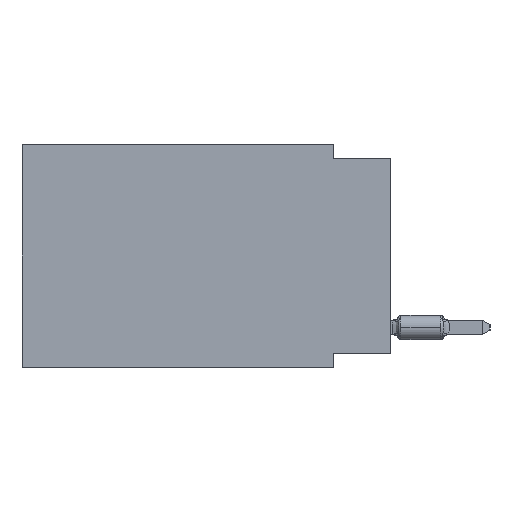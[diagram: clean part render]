
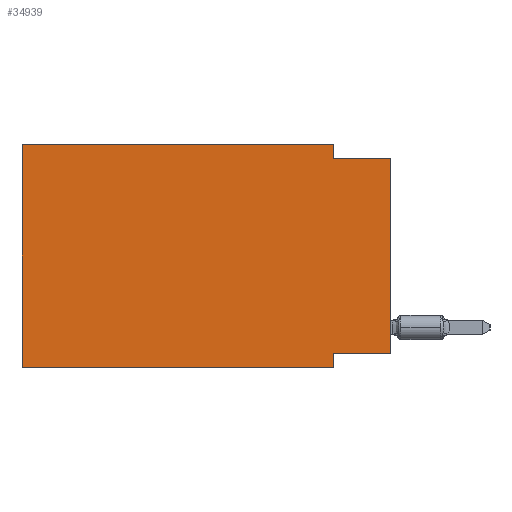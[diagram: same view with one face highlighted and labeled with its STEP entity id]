
A CAD part, left-side view. The second image highlights one B-rep face of the part: STEP entity #34939.
In plain terms, the highlighted planar face has unit normal (-1, 0, 0).
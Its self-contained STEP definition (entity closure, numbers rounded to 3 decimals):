
#179 = VECTOR ( 'NONE', #9175, 1000. ) ;
#1216 = LINE ( 'NONE', #17157, #32156 ) ;
#1600 = VERTEX_POINT ( 'NONE', #33346 ) ;
#1616 = VERTEX_POINT ( 'NONE', #7499 ) ;
#3218 = ORIENTED_EDGE ( 'NONE', *, *, #17245, .F. ) ;
#3439 = VERTEX_POINT ( 'NONE', #28886 ) ;
#3467 = EDGE_CURVE ( 'NONE', #1600, #29655, #38524, .T. ) ;
#4965 = DIRECTION ( 'NONE',  ( 0., -1., 0. ) ) ;
#4992 = CARTESIAN_POINT ( 'NONE',  ( 0., 16.383, -9.906 ) ) ;
#5089 = VECTOR ( 'NONE', #34016, 1000. ) ;
#5431 = LINE ( 'NONE', #24999, #5089 ) ;
#5440 = VERTEX_POINT ( 'NONE', #29721 ) ;
#5763 = LINE ( 'NONE', #24742, #36899 ) ;
#7260 = VECTOR ( 'NONE', #9725, 1000. ) ;
#7499 = CARTESIAN_POINT ( 'NONE',  ( 0., 2.54, -9.906 ) ) ;
#7609 = AXIS2_PLACEMENT_3D ( 'NONE', #7949, #27316, #40134 ) ;
#7949 = CARTESIAN_POINT ( 'NONE',  ( 0., 16.383, 0. ) ) ;
#9175 = DIRECTION ( 'NONE',  ( 0., 0., -1. ) ) ;
#9725 = DIRECTION ( 'NONE',  ( 0., 1., 0. ) ) ;
#9962 = EDGE_CURVE ( 'NONE', #1600, #13318, #5431, .T. ) ;
#10073 = CARTESIAN_POINT ( 'NONE',  ( 0., 2.54, -9.271 ) ) ;
#11046 = EDGE_CURVE ( 'NONE', #33038, #13318, #1216, .T. ) ;
#11317 = LINE ( 'NONE', #4992, #19040 ) ;
#11324 = EDGE_CURVE ( 'NONE', #15809, #3439, #5763, .T. ) ;
#12866 = ORIENTED_EDGE ( 'NONE', *, *, #9962, .T. ) ;
#12892 = CARTESIAN_POINT ( 'NONE',  ( 0., 0., -9.271 ) ) ;
#13318 = VERTEX_POINT ( 'NONE', #25049 ) ;
#13595 = DIRECTION ( 'NONE',  ( 0., 0., -1. ) ) ;
#13796 = CARTESIAN_POINT ( 'NONE',  ( 0., 2.54, 0. ) ) ;
#14214 = DIRECTION ( 'NONE',  ( 0., -1., 0. ) ) ;
#15311 = FACE_OUTER_BOUND ( 'NONE', #30826, .T. ) ;
#15809 = VERTEX_POINT ( 'NONE', #17609 ) ;
#17157 = CARTESIAN_POINT ( 'NONE',  ( 0., 0., -0.635 ) ) ;
#17245 = EDGE_CURVE ( 'NONE', #3439, #5440, #24341, .T. ) ;
#17609 = CARTESIAN_POINT ( 'NONE',  ( 0., 16.383, -9.906 ) ) ;
#17799 = CARTESIAN_POINT ( 'NONE',  ( 0., 16.383, 0. ) ) ;
#18562 = VECTOR ( 'NONE', #4965, 1000. ) ;
#19040 = VECTOR ( 'NONE', #31264, 1000. ) ;
#21358 = ORIENTED_EDGE ( 'NONE', *, *, #11324, .F. ) ;
#22033 = CARTESIAN_POINT ( 'NONE',  ( 0., 2.54, -9.906 ) ) ;
#24341 = LINE ( 'NONE', #17799, #18562 ) ;
#24742 = CARTESIAN_POINT ( 'NONE',  ( 0., 16.383, 0. ) ) ;
#24776 = ORIENTED_EDGE ( 'NONE', *, *, #32544, .F. ) ;
#24999 = CARTESIAN_POINT ( 'NONE',  ( 0., 0., 0. ) ) ;
#25049 = CARTESIAN_POINT ( 'NONE',  ( 0., 0., -0.635 ) ) ;
#26529 = CARTESIAN_POINT ( 'NONE',  ( 0., 2.54, -0.635 ) ) ;
#27316 = DIRECTION ( 'NONE',  ( 1., 0., 0. ) ) ;
#27868 = DIRECTION ( 'NONE',  ( 0., 0., 1. ) ) ;
#28241 = ORIENTED_EDGE ( 'NONE', *, *, #11046, .F. ) ;
#28886 = CARTESIAN_POINT ( 'NONE',  ( 0., 16.383, 0. ) ) ;
#29507 = ORIENTED_EDGE ( 'NONE', *, *, #34973, .T. ) ;
#29655 = VERTEX_POINT ( 'NONE', #10073 ) ;
#29675 = ORIENTED_EDGE ( 'NONE', *, *, #31676, .F. ) ;
#29721 = CARTESIAN_POINT ( 'NONE',  ( 0., 2.54, 0. ) ) ;
#30826 = EDGE_LOOP ( 'NONE', ( #12866, #28241, #24776, #3218, #21358, #29507, #29675, #31616 ) ) ;
#30865 = PLANE ( 'NONE',  #7609 ) ;
#31036 = LINE ( 'NONE', #22033, #179 ) ;
#31264 = DIRECTION ( 'NONE',  ( 0., -1., 0. ) ) ;
#31616 = ORIENTED_EDGE ( 'NONE', *, *, #3467, .F. ) ;
#31676 = EDGE_CURVE ( 'NONE', #29655, #1616, #31036, .T. ) ;
#32156 = VECTOR ( 'NONE', #14214, 1000. ) ;
#32544 = EDGE_CURVE ( 'NONE', #5440, #33038, #38836, .T. ) ;
#33038 = VERTEX_POINT ( 'NONE', #26529 ) ;
#33085 = VECTOR ( 'NONE', #13595, 1000. ) ;
#33346 = CARTESIAN_POINT ( 'NONE',  ( 0., 0., -9.271 ) ) ;
#34016 = DIRECTION ( 'NONE',  ( 0., 0., 1. ) ) ;
#34939 = ADVANCED_FACE ( 'NONE', ( #15311 ), #30865, .F. ) ;
#34973 = EDGE_CURVE ( 'NONE', #15809, #1616, #11317, .T. ) ;
#36899 = VECTOR ( 'NONE', #27868, 1000. ) ;
#38524 = LINE ( 'NONE', #12892, #7260 ) ;
#38836 = LINE ( 'NONE', #13796, #33085 ) ;
#40134 = DIRECTION ( 'NONE',  ( 0., 0., -1. ) ) ;
